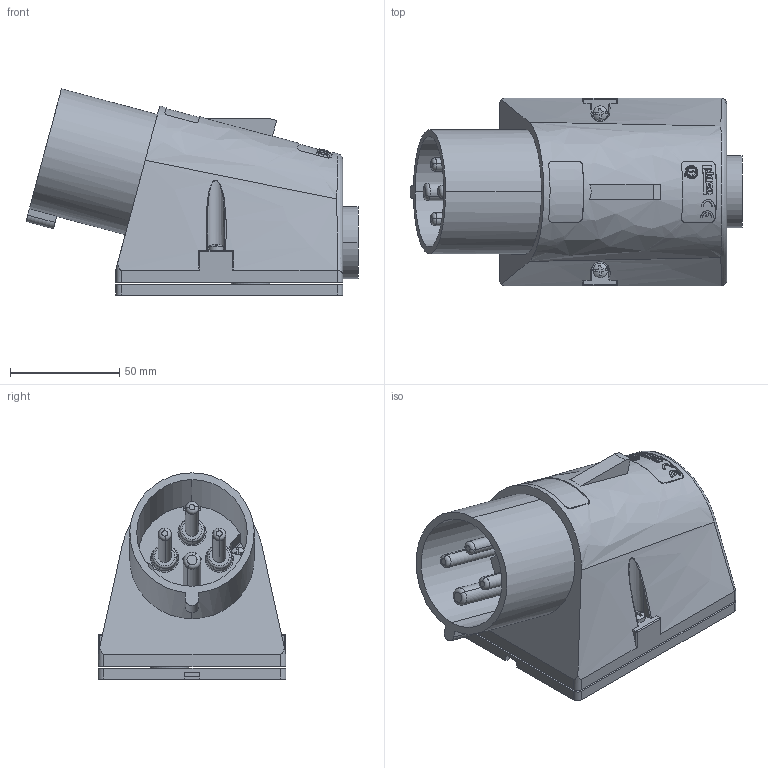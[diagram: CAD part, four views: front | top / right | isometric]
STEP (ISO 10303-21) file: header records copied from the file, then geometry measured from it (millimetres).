
FILE_DESCRIPTION(('Creo Elements/Direct Modeling STEP Export'),'2;1');
FILE_NAME('0ln7uvk4ap5s0sg1500','2017-05-18T11:48:07',(''),(''),'PTC Creo Elements/Direct Modeling STEP processor for AP214 (Solid Model)','PTC Creo Elements/Direct Modeling 19.0E 27-Jun-2016 (C) Parametric Technology GmbH','');
FILE_SCHEMA(('AUTOMOTIVE_DESIGN { 1 0 10303 214 1 1 1 1 }'));
Products named in the file (1): PE_3264_SM
Bounding box: 152.14 x 86 x 94.53 mm (x, y, z)
Volume: 494998.7 mm3; surface area: 90100.4 mm2
Topology: 1 solids, 12 shells, 1005 faces, 2703 edges, 1774 vertices
Faces by surface type: plane 645, cylinder 203, cone 52, torus 50, bspline 40, extrusion 8, sphere 7
Entity records: 65431 total; most frequent: CARTESIAN_POINT 33883, ORIENTED_EDGE 5408, DIRECTION 3910, EDGE_CURVE 2696, VERTEX_POINT 1774, VECTOR 1560, LINE 1553, AXIS2_PLACEMENT_3D 1175
